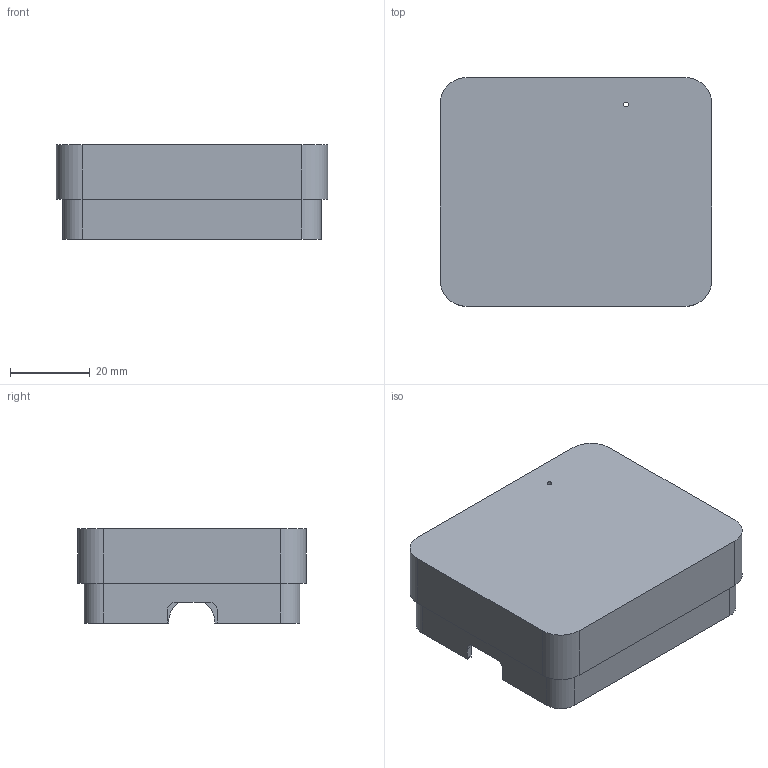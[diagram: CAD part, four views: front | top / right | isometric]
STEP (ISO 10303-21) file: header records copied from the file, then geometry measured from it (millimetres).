
FILE_DESCRIPTION(/* description */ (''),/* implementation_level */ '2;1');
FILE_NAME(/* name */ 'Back.step',/* time_stamp */ '2024-10-22T09:22:05+02:00',/* author */ (''),/* organization */ (''),/* preprocessor_version */ 'ST-DEVELOPER v20',/* originating_system */ 'Autodesk Translation Framework v13.14.0.145',/* authorisation */ '');
FILE_SCHEMA (('AUTOMOTIVE_DESIGN { 1 0 10303 214 3 1 1 }'));
Length unit declared in the file: millimetre
Products named in the file (1): Back
Bounding box: 68 x 57.2 x 23.65 mm (x, y, z)
Volume: 22450.2 mm3; surface area: 18736.2 mm2
Topology: 1 solids, 1 shells, 56 faces, 147 edges, 98 vertices
Faces by surface type: plane 36, cylinder 20
Full cylindrical faces by diameter (mm): 1.2 x1, 2.2 x4
Entity records: 1768 total; most frequent: CARTESIAN_POINT 302, DIRECTION 301, ORIENTED_EDGE 294, EDGE_CURVE 147, LINE 107, VECTOR 107, VERTEX_POINT 98, AXIS2_PLACEMENT_3D 97
